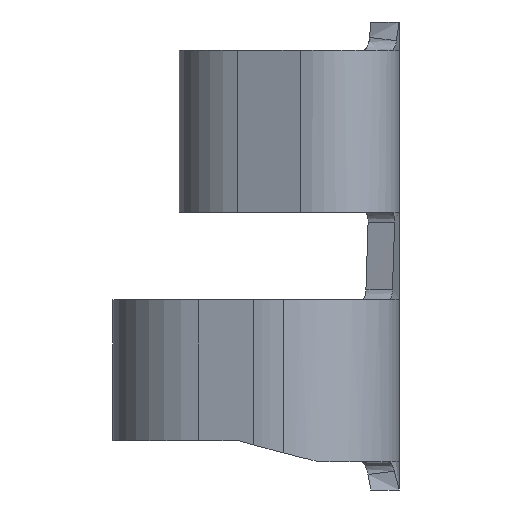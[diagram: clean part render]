
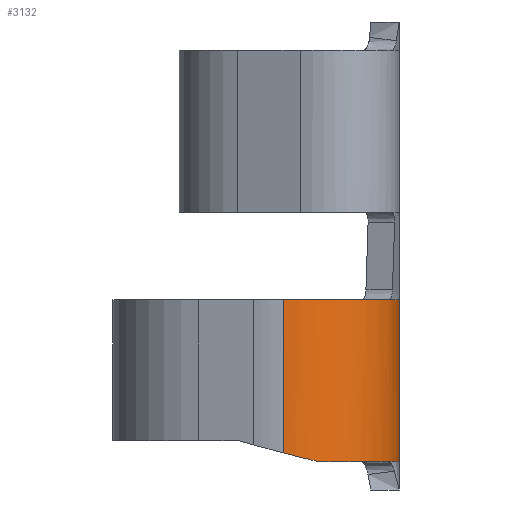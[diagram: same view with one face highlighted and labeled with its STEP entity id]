
A CAD part, left-side view. The second image highlights one B-rep face of the part: STEP entity #3132.
In plain terms, the highlighted cylindrical face has radius 2.083 mm (diameter 4.166 mm), a partial arc.
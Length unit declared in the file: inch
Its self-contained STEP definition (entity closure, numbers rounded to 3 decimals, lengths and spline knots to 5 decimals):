
#107 = VERTEX_POINT ( 'NONE', #4269 ) ;
#141 = ORIENTED_EDGE ( 'NONE', *, *, #335, .T. ) ;
#199 = CARTESIAN_POINT ( 'NONE',  ( -0.333, 0.06645, -0.031 ) ) ;
#203 = LINE ( 'NONE', #2298, #4970 ) ;
#335 = EDGE_CURVE ( 'NONE', #4391, #4275, #3891, .T. ) ;
#359 = CARTESIAN_POINT ( 'NONE',  ( -0.333, 0.082, -0.1397 ) ) ;
#446 = CARTESIAN_POINT ( 'NONE',  ( -0.29518, 0.01268, -0.146 ) ) ;
#493 = EDGE_LOOP ( 'NONE', ( #141, #1645, #2144, #1155, #4777, #2181, #5277, #2028, #6258 ) ) ;
#536 = CARTESIAN_POINT ( 'NONE',  ( -0.27902, 0.00489, -0.146 ) ) ;
#706 = CARTESIAN_POINT ( 'NONE',  ( -0.29949, 0.01407, -0.031 ) ) ;
#855 = CARTESIAN_POINT ( 'NONE',  ( -0.33164, 0.0648, -0.14406 ) ) ;
#971 = CARTESIAN_POINT ( 'NONE',  ( -0.28117, 0.00572, -0.031 ) ) ;
#997 = CARTESIAN_POINT ( 'NONE',  ( -0.333, 0.082, -0.031 ) ) ;
#1060 = CARTESIAN_POINT ( 'NONE',  ( -0.26051, 0.00042, -0.146 ) ) ;
#1155 = ORIENTED_EDGE ( 'NONE', *, *, #1665, .F. ) ;
#1197 = EDGE_CURVE ( 'NONE', #3615, #3044, #6023, .T. ) ;
#1583 = CARTESIAN_POINT ( 'NONE',  ( -0.251, 0., -0.146 ) ) ;
#1607 = VERTEX_POINT ( 'NONE', #5602 ) ;
#1645 = ORIENTED_EDGE ( 'NONE', *, *, #2074, .T. ) ;
#1664 = CARTESIAN_POINT ( 'NONE',  ( -0.2852, 0.00743, -0.146 ) ) ;
#1665 = EDGE_CURVE ( 'NONE', #3044, #4169, #2314, .T. ) ;
#1960 = CARTESIAN_POINT ( 'NONE',  ( -0.27907, 0.00473, -0.031 ) ) ;
#2028 = ORIENTED_EDGE ( 'NONE', *, *, #6181, .T. ) ;
#2037 = DIRECTION ( 'NONE',  ( 0., 0., -1. ) ) ;
#2038 = CARTESIAN_POINT ( 'NONE',  ( -0.32896, 0.05657, -0.146 ) ) ;
#2074 = EDGE_CURVE ( 'NONE', #4275, #6183, #5668, .T. ) ;
#2144 = ORIENTED_EDGE ( 'NONE', *, *, #6356, .F. ) ;
#2163 = CARTESIAN_POINT ( 'NONE',  ( -0.27902, 0.00489, -0.146 ) ) ;
#2181 = ORIENTED_EDGE ( 'NONE', *, *, #2541, .F. ) ;
#2294 = CARTESIAN_POINT ( 'NONE',  ( -0.33315, 0.08201, -0.031 ) ) ;
#2298 = CARTESIAN_POINT ( 'NONE',  ( -0.251, 0., -0.031 ) ) ;
#2314 = B_SPLINE_CURVE_WITH_KNOTS ( 'NONE', 3,
 ( #3077, #5137, #446, #2554, #4635, #6696, #2038 ),
 .UNSPECIFIED., .F., .F.,
 ( 4, 2, 1, 4 ),
 ( 0.34386, 0.50789, 0.67193, 1. ),
 .UNSPECIFIED. ) ;
#2345 = VERTEX_POINT ( 'NONE', #5556 ) ;
#2461 = CARTESIAN_POINT ( 'NONE',  ( -0.251, 0., -0.031 ) ) ;
#2509 = CARTESIAN_POINT ( 'NONE',  ( -0.28547, 0.00733, -0.031 ) ) ;
#2541 = EDGE_CURVE ( 'NONE', #107, #3615, #3375, .T. ) ;
#2553 = FACE_OUTER_BOUND ( 'NONE', #493, .T. ) ;
#2554 = CARTESIAN_POINT ( 'NONE',  ( -0.30449, 0.01957, -0.146 ) ) ;
#2590 = AXIS2_PLACEMENT_3D ( 'NONE', #6694, #2037, #4129 ) ;
#2825 = CARTESIAN_POINT ( 'NONE',  ( -0.31169, 0.02471, -0.031 ) ) ;
#2900 = B_SPLINE_CURVE_WITH_KNOTS ( 'NONE', 3,
 ( #5642, #971, #3078, #5138 ),
 .UNSPECIFIED., .F., .F.,
 ( 4, 4 ),
 ( 0., 1. ),
 .UNSPECIFIED. ) ;
#2973 = CARTESIAN_POINT ( 'NONE',  ( -0.333, 0.07334, -0.14194 ) ) ;
#3044 = VERTEX_POINT ( 'NONE', #4565 ) ;
#3077 = CARTESIAN_POINT ( 'NONE',  ( -0.2852, 0.00743, -0.146 ) ) ;
#3078 = CARTESIAN_POINT ( 'NONE',  ( -0.28331, 0.0066, -0.031 ) ) ;
#3102 = DIRECTION ( 'NONE',  ( 0., 0., -1. ) ) ;
#3132 = ADVANCED_FACE ( 'NONE', ( #2553 ), #4634, .T. ) ;
#3161 = CARTESIAN_POINT ( 'NONE',  ( -0.26992, 0.00208, -0.146 ) ) ;
#3375 = B_SPLINE_CURVE_WITH_KNOTS ( 'NONE', 3,
 ( #6232, #1583, #3667, #5722, #1060, #3161, #5227, #536 ),
 .UNSPECIFIED., .F., .F.,
 ( 4, 2, 2, 4 ),
 ( 0., 0.00042, 0.50021, 1. ),
 .UNSPECIFIED. ) ;
#3582 = VECTOR ( 'NONE', #3102, 39.37008 ) ;
#3615 = VERTEX_POINT ( 'NONE', #4545 ) ;
#3667 = CARTESIAN_POINT ( 'NONE',  ( -0.25101, 0., -0.146 ) ) ;
#3891 = B_SPLINE_CURVE_WITH_KNOTS ( 'NONE', 3,
 ( #5388, #706, #2825, #4892, #199, #2294 ),
 .UNSPECIFIED., .F., .F.,
 ( 4, 2, 4 ),
 ( 0.23601, 0.54659, 0.85716 ),
 .UNSPECIFIED. ) ;
#4129 = DIRECTION ( 'NONE',  ( -1., 0., 0. ) ) ;
#4169 = VERTEX_POINT ( 'NONE', #5211 ) ;
#4256 = EDGE_CURVE ( 'NONE', #2345, #107, #203, .T. ) ;
#4262 = CARTESIAN_POINT ( 'NONE',  ( -0.28109, 0.00569, -0.14597 ) ) ;
#4269 = CARTESIAN_POINT ( 'NONE',  ( -0.251, 0., -0.146 ) ) ;
#4275 = VERTEX_POINT ( 'NONE', #6452 ) ;
#4391 = VERTEX_POINT ( 'NONE', #2509 ) ;
#4395 = DIRECTION ( 'NONE',  ( 0., 0., -1. ) ) ;
#4545 = CARTESIAN_POINT ( 'NONE',  ( -0.27902, 0.00489, -0.146 ) ) ;
#4549 = CARTESIAN_POINT ( 'NONE',  ( -0.26052, 0., -0.031 ) ) ;
#4565 = CARTESIAN_POINT ( 'NONE',  ( -0.2852, 0.00743, -0.146 ) ) ;
#4634 = CYLINDRICAL_SURFACE ( 'NONE', #2590, 0.082 ) ;
#4635 = CARTESIAN_POINT ( 'NONE',  ( -0.31704, 0.03095, -0.146 ) ) ;
#4777 = ORIENTED_EDGE ( 'NONE', *, *, #1197, .F. ) ;
#4892 = CARTESIAN_POINT ( 'NONE',  ( -0.32846, 0.05092, -0.031 ) ) ;
#4970 = VECTOR ( 'NONE', #4395, 39.37008 ) ;
#5036 = CARTESIAN_POINT ( 'NONE',  ( -0.333, 0.082, -0.1397 ) ) ;
#5137 = CARTESIAN_POINT ( 'NONE',  ( -0.29027, 0.00975, -0.146 ) ) ;
#5138 = CARTESIAN_POINT ( 'NONE',  ( -0.28547, 0.00733, -0.031 ) ) ;
#5211 = CARTESIAN_POINT ( 'NONE',  ( -0.32896, 0.05657, -0.146 ) ) ;
#5227 = CARTESIAN_POINT ( 'NONE',  ( -0.27455, 0.00331, -0.146 ) ) ;
#5277 = ORIENTED_EDGE ( 'NONE', *, *, #4256, .F. ) ;
#5344 =( BOUNDED_CURVE ( )  B_SPLINE_CURVE ( 3, ( #5536, #855, #2973, #5036 ),
 .UNSPECIFIED., .F., .F. ) 
 B_SPLINE_CURVE_WITH_KNOTS ( ( 4, 4 ),
 ( 0.99363, 1.309 ),
 .UNSPECIFIED. ) 
 CURVE ( )  GEOMETRIC_REPRESENTATION_ITEM ( )  RATIONAL_B_SPLINE_CURVE ( ( 1., 0.992, 0.992, 1. ) ) 
 REPRESENTATION_ITEM ( '' )  );
#5388 = CARTESIAN_POINT ( 'NONE',  ( -0.28547, 0.00733, -0.031 ) ) ;
#5536 = CARTESIAN_POINT ( 'NONE',  ( -0.32896, 0.05657, -0.146 ) ) ;
#5556 = CARTESIAN_POINT ( 'NONE',  ( -0.251, 0., -0.031 ) ) ;
#5602 = CARTESIAN_POINT ( 'NONE',  ( -0.27907, 0.00473, -0.031 ) ) ;
#5642 = CARTESIAN_POINT ( 'NONE',  ( -0.27907, 0.00473, -0.031 ) ) ;
#5668 = LINE ( 'NONE', #997, #3582 ) ;
#5722 = CARTESIAN_POINT ( 'NONE',  ( -0.25573, 0., -0.146 ) ) ;
#5728 = B_SPLINE_CURVE_WITH_KNOTS ( 'NONE', 3,
 ( #2461, #4549, #6610, #1960 ),
 .UNSPECIFIED., .F., .F.,
 ( 4, 4 ),
 ( 0., 0.19014 ),
 .UNSPECIFIED. ) ;
#6023 = B_SPLINE_CURVE_WITH_KNOTS ( 'NONE', 3,
 ( #2163, #4262, #6315, #1664 ),
 .UNSPECIFIED., .F., .F.,
 ( 4, 4 ),
 ( 0., 1. ),
 .UNSPECIFIED. ) ;
#6181 = EDGE_CURVE ( 'NONE', #2345, #1607, #5728, .T. ) ;
#6183 = VERTEX_POINT ( 'NONE', #359 ) ;
#6232 = CARTESIAN_POINT ( 'NONE',  ( -0.251, 0., -0.146 ) ) ;
#6258 = ORIENTED_EDGE ( 'NONE', *, *, #6473, .T. ) ;
#6315 = CARTESIAN_POINT ( 'NONE',  ( -0.28318, 0.00646, -0.14594 ) ) ;
#6356 = EDGE_CURVE ( 'NONE', #4169, #6183, #5344, .T. ) ;
#6452 = CARTESIAN_POINT ( 'NONE',  ( -0.33315, 0.08201, -0.031 ) ) ;
#6473 = EDGE_CURVE ( 'NONE', #1607, #4391, #2900, .T. ) ;
#6610 = CARTESIAN_POINT ( 'NONE',  ( -0.27005, 0.00168, -0.031 ) ) ;
#6694 = CARTESIAN_POINT ( 'NONE',  ( -0.251, 0.082, -0.031 ) ) ;
#6696 = CARTESIAN_POINT ( 'NONE',  ( -0.32533, 0.04548, -0.146 ) ) ;
